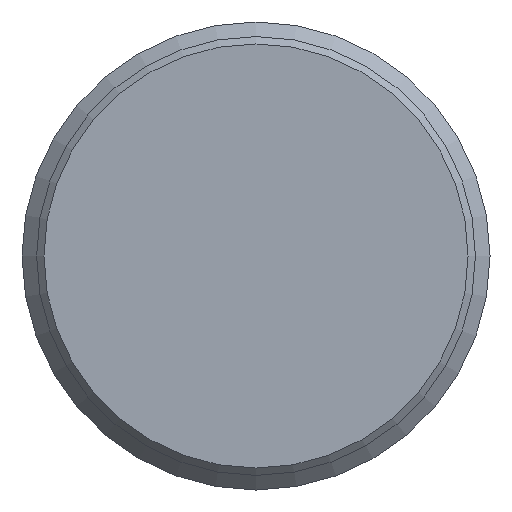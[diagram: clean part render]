
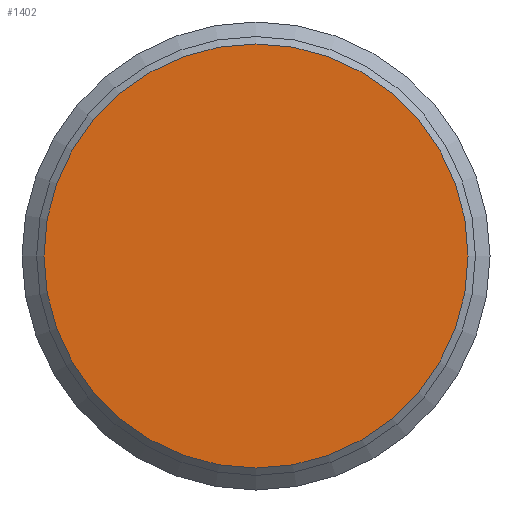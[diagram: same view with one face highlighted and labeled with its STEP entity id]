
A CAD part, front view. The second image highlights one B-rep face of the part: STEP entity #1402.
In plain terms, the highlighted planar face has unit normal (0, -1, 0).
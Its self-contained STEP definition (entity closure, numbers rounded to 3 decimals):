
#79=PLANE('',#1600);
#170=FACE_OUTER_BOUND('',#286,.T.);
#286=EDGE_LOOP('',(#1104));
#520=CIRCLE('',#1594,14.5);
#633=VERTEX_POINT('',#2416);
#793=EDGE_CURVE('',#633,#633,#520,.T.);
#1104=ORIENTED_EDGE('',*,*,#793,.F.);
#1402=ADVANCED_FACE('',(#170),#79,.T.);
#1594=AXIS2_PLACEMENT_3D('',#2417,#1985,#1986);
#1600=AXIS2_PLACEMENT_3D('',#2429,#1999,#2000);
#1985=DIRECTION('center_axis',(0.,1.,0.));
#1986=DIRECTION('ref_axis',(-1.,0.,0.));
#1999=DIRECTION('center_axis',(0.,-1.,0.));
#2000=DIRECTION('ref_axis',(0.,0.,-1.));
#2416=CARTESIAN_POINT('',(14.5,0.,0.));
#2417=CARTESIAN_POINT('Origin',(0.,0.,
0.));
#2429=CARTESIAN_POINT('Origin',(7.5,0.,0.));
